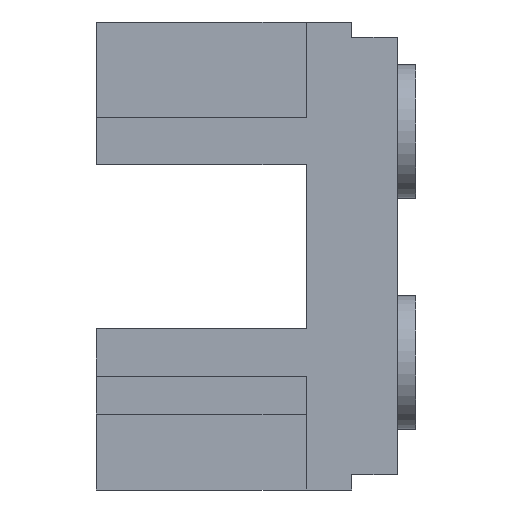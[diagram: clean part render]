
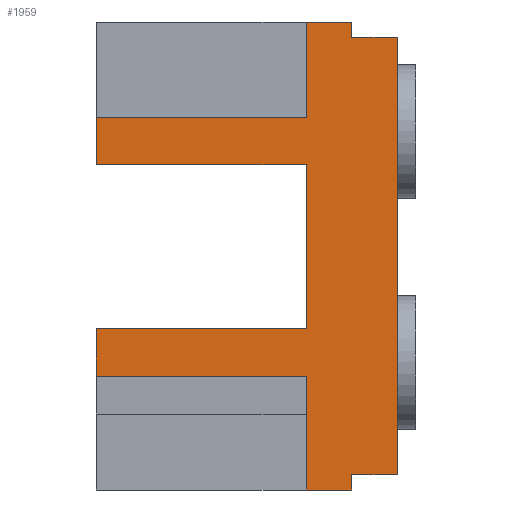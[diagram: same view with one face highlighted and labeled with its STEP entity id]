
A CAD part, left-side view. The second image highlights one B-rep face of the part: STEP entity #1959.
In plain terms, the highlighted planar face has unit normal (-1, 0, 0).
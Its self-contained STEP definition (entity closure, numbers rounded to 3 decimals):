
#1959=ADVANCED_FACE('',(#3387),#2679,.T.);
#2679=PLANE('',#19579);
#3387=FACE_OUTER_BOUND('',#4600,.T.);
#4600=EDGE_LOOP('',(#9670,#9671,#9672,#9673,#9674,#9675,#9676,#9677,#9678,
#9679,#9680,#9681,#9682,#9683,#9684,#9685));
#9670=ORIENTED_EDGE('',*,*,#14718,.T.);
#9671=ORIENTED_EDGE('',*,*,#14702,.T.);
#9672=ORIENTED_EDGE('',*,*,#14719,.F.);
#9673=ORIENTED_EDGE('',*,*,#14720,.T.);
#9674=ORIENTED_EDGE('',*,*,#14694,.T.);
#9675=ORIENTED_EDGE('',*,*,#14721,.T.);
#9676=ORIENTED_EDGE('',*,*,#14722,.F.);
#9677=ORIENTED_EDGE('',*,*,#14497,.T.);
#9678=ORIENTED_EDGE('',*,*,#14454,.T.);
#9679=ORIENTED_EDGE('',*,*,#14488,.T.);
#9680=ORIENTED_EDGE('',*,*,#14464,.T.);
#9681=ORIENTED_EDGE('',*,*,#14461,.T.);
#9682=ORIENTED_EDGE('',*,*,#14723,.T.);
#9683=ORIENTED_EDGE('',*,*,#14724,.T.);
#9684=ORIENTED_EDGE('',*,*,#14698,.T.);
#9685=ORIENTED_EDGE('',*,*,#14716,.T.);
#12086=VERTEX_POINT('',#29246);
#12088=VERTEX_POINT('',#29249);
#12094=VERTEX_POINT('',#29262);
#12095=VERTEX_POINT('',#29264);
#12097=VERTEX_POINT('',#29270);
#12119=VERTEX_POINT('',#29346);
#12260=VERTEX_POINT('',#29750);
#12261=VERTEX_POINT('',#29752);
#12264=VERTEX_POINT('',#29759);
#12265=VERTEX_POINT('',#29761);
#12268=VERTEX_POINT('',#29770);
#12269=VERTEX_POINT('',#29771);
#12279=VERTEX_POINT('',#29797);
#12280=VERTEX_POINT('',#29804);
#12281=VERTEX_POINT('',#29807);
#12282=VERTEX_POINT('',#29810);
#14454=EDGE_CURVE('',#12088,#12086,#16020,.T.);
#14461=EDGE_CURVE('',#12095,#12094,#16027,.T.);
#14464=EDGE_CURVE('',#12097,#12095,#16030,.T.);
#14488=EDGE_CURVE('',#12086,#12097,#16050,.T.);
#14497=EDGE_CURVE('',#12119,#12088,#16059,.T.);
#14694=EDGE_CURVE('',#12261,#12260,#16194,.T.);
#14698=EDGE_CURVE('',#12265,#12264,#16198,.T.);
#14702=EDGE_CURVE('',#12268,#12269,#16200,.T.);
#14716=EDGE_CURVE('',#12264,#12279,#16214,.T.);
#14718=EDGE_CURVE('',#12279,#12268,#16216,.T.);
#14719=EDGE_CURVE('',#12280,#12269,#16217,.T.);
#14720=EDGE_CURVE('',#12280,#12261,#16218,.T.);
#14721=EDGE_CURVE('',#12260,#12281,#16219,.T.);
#14722=EDGE_CURVE('',#12119,#12281,#16220,.T.);
#14723=EDGE_CURVE('',#12094,#12282,#16221,.T.);
#14724=EDGE_CURVE('',#12282,#12265,#16222,.T.);
#16020=LINE('',#29248,#17488);
#16027=LINE('',#29263,#17495);
#16030=LINE('',#29269,#17498);
#16050=LINE('',#29328,#17518);
#16059=LINE('',#29345,#17527);
#16194=LINE('',#29751,#17662);
#16198=LINE('',#29760,#17666);
#16200=LINE('',#29769,#17668);
#16214=LINE('',#29798,#17682);
#16216=LINE('',#29801,#17684);
#16217=LINE('',#29803,#17685);
#16218=LINE('',#29805,#17686);
#16219=LINE('',#29806,#17687);
#16220=LINE('',#29808,#17688);
#16221=LINE('',#29809,#17689);
#16222=LINE('',#29811,#17690);
#17488=VECTOR('',#24184,1.);
#17495=VECTOR('',#24193,1.);
#17498=VECTOR('',#24198,1.);
#17518=VECTOR('',#24238,1.);
#17527=VECTOR('',#24255,1.);
#17662=VECTOR('',#24648,1.);
#17666=VECTOR('',#24654,1.);
#17668=VECTOR('',#24664,1.);
#17682=VECTOR('',#24684,1.);
#17684=VECTOR('',#24688,1.);
#17685=VECTOR('',#24691,1.);
#17686=VECTOR('',#24692,1.);
#17687=VECTOR('',#24693,1.);
#17688=VECTOR('',#24694,1.);
#17689=VECTOR('',#24695,1.);
#17690=VECTOR('',#24696,1.);
#19579=AXIS2_PLACEMENT_3D('',#29812,#24697,#24698);
#24184=DIRECTION('',(0.,0.,-1.));
#24193=DIRECTION('',(0.,-1.,0.));
#24198=DIRECTION('',(0.,0.,1.));
#24238=DIRECTION('',(0.,-1.,0.));
#24255=DIRECTION('',(0.,-1.,0.));
#24648=DIRECTION('',(0.,0.,-1.));
#24654=DIRECTION('',(0.,0.,1.));
#24664=DIRECTION('',(0.,1.,0.));
#24684=DIRECTION('',(0.,1.,0.));
#24688=DIRECTION('',(0.,0.,-1.));
#24691=DIRECTION('',(0.,0.,1.));
#24692=DIRECTION('',(0.,-1.,0.));
#24693=DIRECTION('',(0.,1.,0.));
#24694=DIRECTION('',(0.,0.,1.));
#24695=DIRECTION('',(0.,0.,1.));
#24696=DIRECTION('',(0.,1.,0.));
#24697=DIRECTION('',(-1.,0.,0.));
#24698=DIRECTION('',(0.,-1.,0.));
#29246=CARTESIAN_POINT('',(-47.5,3.,-7.7));
#29248=CARTESIAN_POINT('',(-47.5,3.,-3.95));
#29249=CARTESIAN_POINT('',(-47.5,3.,-3.95));
#29262=CARTESIAN_POINT('',(-47.5,0.,-7.2));
#29263=CARTESIAN_POINT('',(-47.5,1.5,-7.2));
#29264=CARTESIAN_POINT('',(-47.5,1.5,-7.2));
#29269=CARTESIAN_POINT('',(-47.5,1.5,-7.7));
#29270=CARTESIAN_POINT('',(-47.5,1.5,-7.7));
#29328=CARTESIAN_POINT('',(-47.5,3.,-7.7));
#29345=CARTESIAN_POINT('',(-47.5,9.9,-3.95));
#29346=CARTESIAN_POINT('',(-47.5,9.9,-3.95));
#29750=CARTESIAN_POINT('',(-47.5,3.,-2.4));
#29751=CARTESIAN_POINT('',(-47.5,3.,3.));
#29752=CARTESIAN_POINT('',(-47.5,3.,3.));
#29759=CARTESIAN_POINT('',(-47.5,1.5,7.7));
#29760=CARTESIAN_POINT('',(-47.5,1.5,7.2));
#29761=CARTESIAN_POINT('',(-47.5,1.5,7.2));
#29769=CARTESIAN_POINT('',(-47.5,3.,4.55));
#29770=CARTESIAN_POINT('',(-47.5,3.,4.55));
#29771=CARTESIAN_POINT('',(-47.5,9.9,4.55));
#29797=CARTESIAN_POINT('',(-47.5,3.,7.7));
#29798=CARTESIAN_POINT('',(-47.5,1.5,7.7));
#29801=CARTESIAN_POINT('',(-47.5,3.,7.7));
#29803=CARTESIAN_POINT('',(-47.5,9.9,3.));
#29804=CARTESIAN_POINT('',(-47.5,9.9,3.));
#29805=CARTESIAN_POINT('',(-47.5,9.9,3.));
#29806=CARTESIAN_POINT('',(-47.5,3.,-2.4));
#29807=CARTESIAN_POINT('',(-47.5,9.9,-2.4));
#29808=CARTESIAN_POINT('',(-47.5,9.9,-3.95));
#29809=CARTESIAN_POINT('',(-47.5,0.,-7.2));
#29810=CARTESIAN_POINT('',(-47.5,0.,7.2));
#29811=CARTESIAN_POINT('',(-47.5,0.,7.2));
#29812=CARTESIAN_POINT('',(-47.5,9.9,-7.7));
